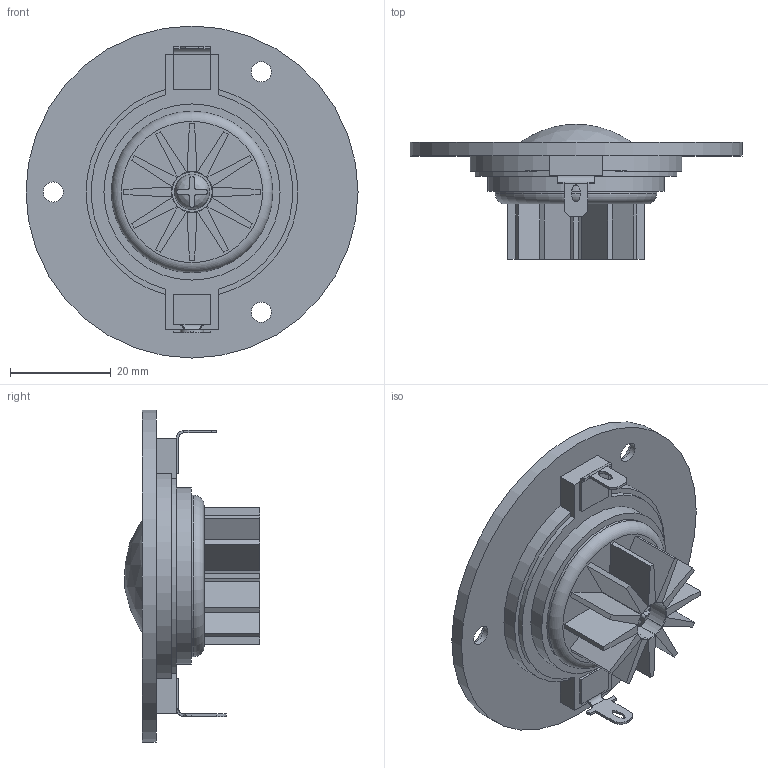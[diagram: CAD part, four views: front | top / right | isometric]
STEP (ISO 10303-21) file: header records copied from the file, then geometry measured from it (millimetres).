
FILE_DESCRIPTION(/* description */ (''),/* implementation_level */ '2;1');
FILE_NAME(/* name */ 'AS06606SR-R.ipt.stp',/* time_stamp */ '2020-05-28T14:31:41-04:00',/* author */ ('vandenbroek'),/* organization */ (''),/* preprocessor_version */ 'ST-DEVELOPER v16.1',/* originating_system */ 'Autodesk Inventor 2016',/* authorisation */ '');
FILE_SCHEMA (('AUTOMOTIVE_DESIGN { 1 0 10303 214 3 1 1 }'));
Length unit declared in the file: millimetre
Products named in the file (1): AS06606SR-R
Bounding box: 65.8 x 26.77 x 65.8 mm (x, y, z)
Volume: 21501.7 mm3; surface area: 15228.7 mm2
Topology: 5 solids, 5 shells, 165 faces, 431 edges, 285 vertices
Faces by surface type: plane 106, cylinder 49, bspline 5, cone 2, torus 2, sphere 1
Full cylindrical faces by diameter (mm): 4 x3, 6.8 x3, 7 x1, 8 x1, 32 x1, 32.5 x1, 34.9 x1, 40 x1, 65.8 x1
Entity records: 5458 total; most frequent: CARTESIAN_POINT 1230, ORIENTED_EDGE 824, DIRECTION 802, EDGE_CURVE 411, VERTEX_POINT 282, LINE 270, VECTOR 270, AXIS2_PLACEMENT_3D 266
